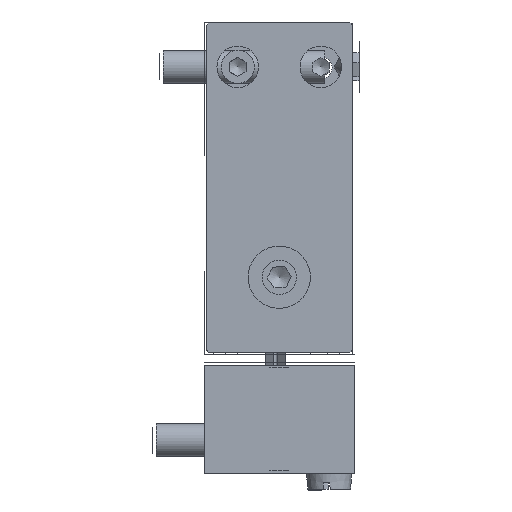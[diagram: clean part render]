
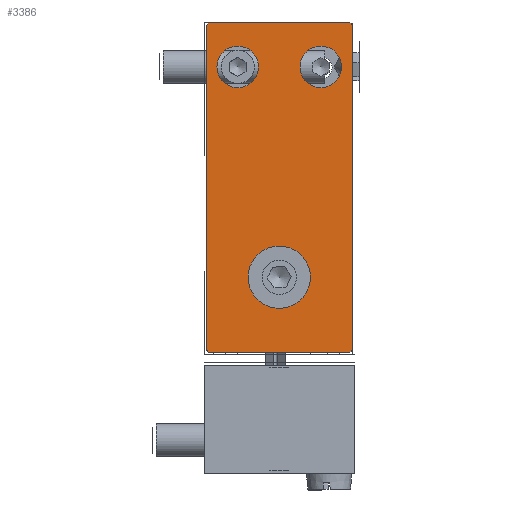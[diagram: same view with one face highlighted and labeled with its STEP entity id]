
A CAD part, front view. The second image highlights one B-rep face of the part: STEP entity #3386.
In plain terms, the highlighted planar face has unit normal (0, -1, 0).
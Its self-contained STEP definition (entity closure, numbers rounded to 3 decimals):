
#237=FACE_BOUND($,#638,.T.);
#238=FACE_BOUND($,#639,.T.);
#239=FACE_BOUND($,#640,.T.);
#240=FACE_BOUND($,#641,.T.);
#343=CIRCLE($,#3687,3.75);
#344=CIRCLE($,#3688,2.5);
#345=CIRCLE($,#3689,2.5);
#638=EDGE_LOOP($,(#2970));
#639=EDGE_LOOP($,(#2971,#2972,#2973,#2974,#2975,#2976,#2977,#2978));
#640=EDGE_LOOP($,(#2979));
#641=EDGE_LOOP($,(#2980));
#985=LINE($,#5556,#1356);
#987=LINE($,#5564,#1358);
#993=LINE($,#5576,#1364);
#995=LINE($,#5582,#1366);
#998=LINE($,#5589,#1369);
#999=LINE($,#5590,#1370);
#1000=LINE($,#5591,#1371);
#1001=LINE($,#5592,#1372);
#1356=VECTOR($,#4376,17.);
#1358=VECTOR($,#4382,39.);
#1364=VECTOR($,#4390,39.);
#1366=VECTOR($,#4394,17.);
#1369=VECTOR($,#4401,0.424);
#1370=VECTOR($,#4402,0.424);
#1371=VECTOR($,#4403,0.424);
#1372=VECTOR($,#4404,0.424);
#1758=VERTEX_POINT($,#5550);
#1760=VERTEX_POINT($,#5554);
#1762=VERTEX_POINT($,#5560);
#1764=VERTEX_POINT($,#5563);
#1767=VERTEX_POINT($,#5570);
#1769=VERTEX_POINT($,#5574);
#1770=VERTEX_POINT($,#5578);
#1772=VERTEX_POINT($,#5581);
#1774=VERTEX_POINT($,#5587);
#1775=VERTEX_POINT($,#5593);
#1776=VERTEX_POINT($,#5595);
#2281=EDGE_CURVE($,#1758,#1760,#985,.T.);
#2284=EDGE_CURVE($,#1764,#1762,#987,.T.);
#2290=EDGE_CURVE($,#1767,#1769,#993,.T.);
#2292=EDGE_CURVE($,#1772,#1770,#995,.T.);
#2295=EDGE_CURVE($,#1774,#1774,#343,.T.);
#2296=EDGE_CURVE($,#1758,#1762,#998,.T.);
#2297=EDGE_CURVE($,#1767,#1760,#999,.T.);
#2298=EDGE_CURVE($,#1772,#1769,#1000,.T.);
#2299=EDGE_CURVE($,#1764,#1770,#1001,.T.);
#2300=EDGE_CURVE($,#1775,#1775,#344,.T.);
#2301=EDGE_CURVE($,#1776,#1776,#345,.T.);
#2970=ORIENTED_EDGE($,*,*,#2295,.T.);
#2971=ORIENTED_EDGE($,*,*,#2296,.F.);
#2972=ORIENTED_EDGE($,*,*,#2281,.T.);
#2973=ORIENTED_EDGE($,*,*,#2297,.F.);
#2974=ORIENTED_EDGE($,*,*,#2290,.T.);
#2975=ORIENTED_EDGE($,*,*,#2298,.F.);
#2976=ORIENTED_EDGE($,*,*,#2292,.T.);
#2977=ORIENTED_EDGE($,*,*,#2299,.F.);
#2978=ORIENTED_EDGE($,*,*,#2284,.T.);
#2979=ORIENTED_EDGE($,*,*,#2300,.T.);
#2980=ORIENTED_EDGE($,*,*,#2301,.T.);
#3257=PLANE($,#3686);
#3386=ADVANCED_FACE($,(#237,#238,#239,#240),#3257,.T.);
#3686=AXIS2_PLACEMENT_3D($,#5586,#4397,#4398);
#3687=AXIS2_PLACEMENT_3D($,#5588,#4399,#4400);
#3688=AXIS2_PLACEMENT_3D($,#5594,#4405,#4406);
#3689=AXIS2_PLACEMENT_3D($,#5596,#4407,#4408);
#4376=DIRECTION($,(1.,0.,0.));
#4382=DIRECTION($,(0.,0.,-1.));
#4390=DIRECTION($,(0.,0.,1.));
#4394=DIRECTION($,(-1.,0.,0.));
#4397=DIRECTION('center_axis',(0.,-1.,0.));
#4398=DIRECTION('ref_axis',(1.,0.,0.));
#4399=DIRECTION('center_axis',(0.,1.,0.));
#4400=DIRECTION('ref_axis',(0.,0.,
1.));
#4401=DIRECTION($,(-0.707,0.,0.707));
#4402=DIRECTION($,(-0.707,0.,-0.707));
#4403=DIRECTION($,(0.707,0.,-0.707));
#4404=DIRECTION($,(0.707,0.,0.707));
#4405=DIRECTION('center_axis',(0.,1.,0.));
#4406=DIRECTION('ref_axis',(0.,0.,
1.));
#4407=DIRECTION('center_axis',(0.,1.,0.));
#4408=DIRECTION('ref_axis',(0.,0.,
1.));
#5550=CARTESIAN_POINT('',(-19.805,-211.525,-19.6));
#5554=CARTESIAN_POINT('',(-2.805,-211.525,-19.6));
#5556=CARTESIAN_POINT($,(-2.505,-211.525,-19.6));
#5560=CARTESIAN_POINT('',(-20.105,-211.525,-19.3));
#5563=CARTESIAN_POINT('',(-20.105,-211.525,19.7));
#5564=CARTESIAN_POINT($,(-20.105,-211.525,-19.6));
#5570=CARTESIAN_POINT('',(-2.505,-211.525,-19.3));
#5574=CARTESIAN_POINT('',(-2.505,-211.525,19.7));
#5576=CARTESIAN_POINT($,(-2.505,-211.525,20.));
#5578=CARTESIAN_POINT('',(-19.805,-211.525,20.));
#5581=CARTESIAN_POINT('',(-2.805,-211.525,20.));
#5582=CARTESIAN_POINT($,(-20.105,-211.525,20.));
#5586=CARTESIAN_POINT('Origin',(-11.305,-211.525,0.2));
#5587=CARTESIAN_POINT('',(-11.305,-211.525,-6.85));
#5588=CARTESIAN_POINT('Origin',(-11.305,-211.525,-10.6));
#5589=CARTESIAN_POINT($,(-22.705,-211.525,-16.7));
#5590=CARTESIAN_POINT($,(0.095,-211.525,-16.7));
#5591=CARTESIAN_POINT($,(0.095,-211.525,17.1));
#5592=CARTESIAN_POINT($,(-22.705,-211.525,17.1));
#5593=CARTESIAN_POINT('',(-16.305,-211.525,17.2));
#5594=CARTESIAN_POINT('Origin',(-16.305,-211.525,14.7));
#5595=CARTESIAN_POINT('',(-6.305,-211.525,17.2));
#5596=CARTESIAN_POINT('Origin',(-6.305,-211.525,14.7));
